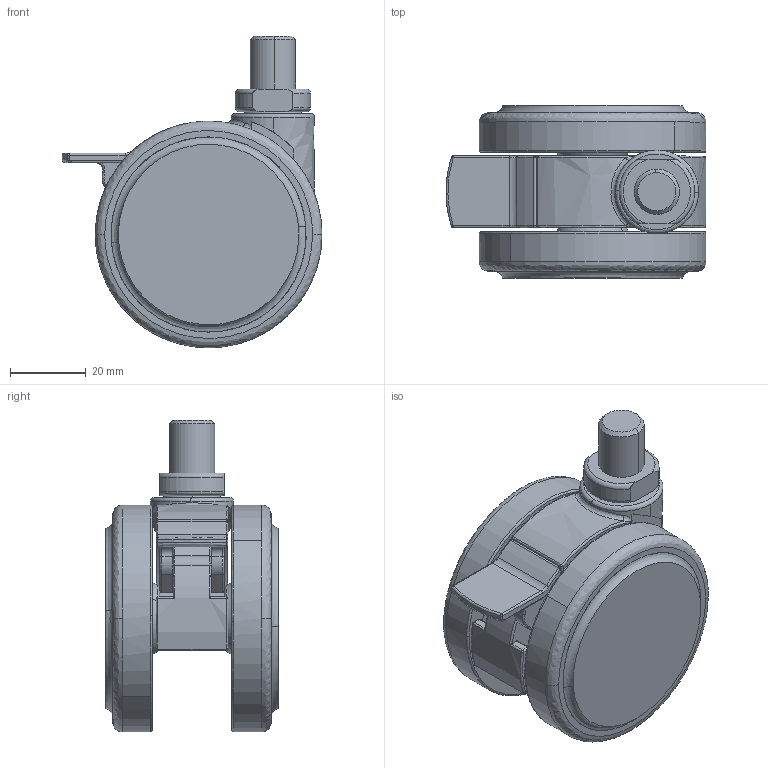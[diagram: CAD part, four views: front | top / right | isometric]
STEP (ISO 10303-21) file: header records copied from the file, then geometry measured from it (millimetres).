
FILE_DESCRIPTION((''),'2;1');
FILE_NAME('','2009-09-16T09:49:48',(''),(''),'','CADfix','');
FILE_SCHEMA(('AUTOMOTIVE_DESIGN { 1 0 10303 214 1 1 1 1 }'));
Length unit declared in the file: millimetre
Bounding box: 68.81 x 45.6 x 82.5 mm (x, y, z)
Volume: 83273.9 mm3; surface area: 29668.6 mm2
Topology: 5 solids, 5 shells, 278 faces, 735 edges, 476 vertices
Faces by surface type: bspline 278
Entity records: 11483 total; most frequent: CARTESIAN_POINT 7435, ORIENTED_EDGE 1470, EDGE_CURVE 735, VERTEX_POINT 476, EDGE_LOOP 289, FACE_OUTER_BOUND 278, ADVANCED_FACE 278, QUASI_UNIFORM_CURVE 238
